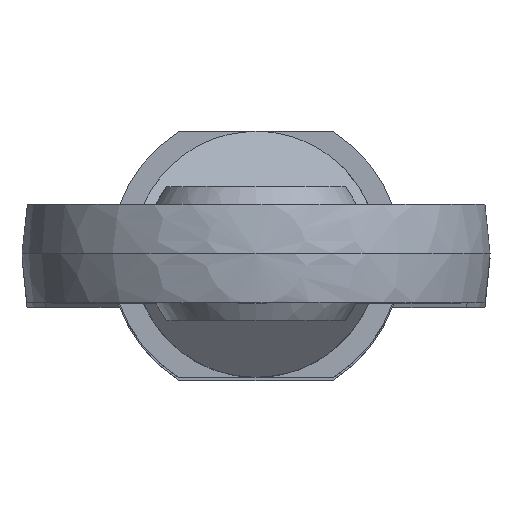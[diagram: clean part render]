
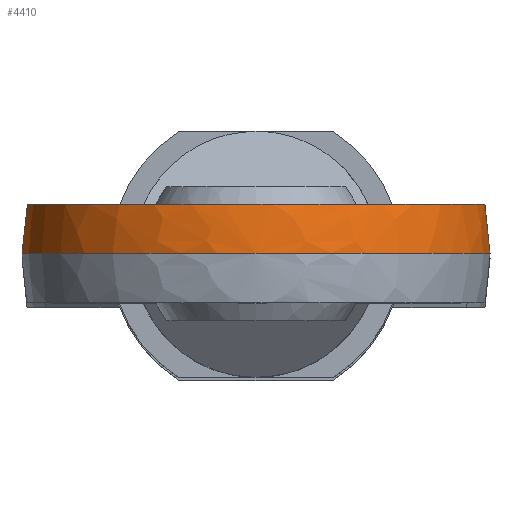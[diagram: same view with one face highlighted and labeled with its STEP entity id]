
A CAD part, top view. The second image highlights one B-rep face of the part: STEP entity #4410.
In plain terms, the highlighted spherical face has radius 10.5 mm.
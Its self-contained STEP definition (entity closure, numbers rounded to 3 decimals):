
#1973=CARTESIAN_POINT('',(0.,0.,0.));
#1974=DIRECTION('',(0.,-1.,0.));
#1975=DIRECTION('',(0.921,0.,-0.391));
#1976=AXIS2_PLACEMENT_3D('',#1973,#1974,#1975);
#1981=CARTESIAN_POINT('',(0.,0.,0.));
#1982=DIRECTION('',(0.,-1.,0.));
#1983=DIRECTION('',(0.,0.,1.));
#1984=AXIS2_PLACEMENT_3D('',#1981,#1982,#1983);
#1989=CARTESIAN_POINT('',(0.,0.,-4.103));
#1990=DIRECTION('',(0.,0.,-1.));
#1991=DIRECTION('',(-1.,0.,0.));
#1992=AXIS2_PLACEMENT_3D('',#1989,#1990,#1991);
#1997=CARTESIAN_POINT('',(0.,2.2,0.));
#1998=DIRECTION('',(0.,1.,0.));
#1999=DIRECTION('',(-0.917,0.,-0.4));
#2000=AXIS2_PLACEMENT_3D('',#1997,#1998,#1999);
#2005=CARTESIAN_POINT('',(0.,2.2,0.));
#2006=DIRECTION('',(0.,1.,0.));
#2007=DIRECTION('',(-0.917,0.,0.4));
#2008=AXIS2_PLACEMENT_3D('',#2005,#2006,#2007);
#2013=CARTESIAN_POINT('',(0.,0.,-4.103));
#2014=DIRECTION('',(0.,0.,-1.));
#2015=DIRECTION('',(0.974,0.228,0.));
#2016=AXIS2_PLACEMENT_3D('',#2013,#2014,#2015);
#2274=CARTESIAN_POINT('',(-9.665,0.,-4.103));
#2275=CARTESIAN_POINT('',(-9.412,2.2,-4.103));
#2276=VERTEX_POINT('',#2274);
#2277=VERTEX_POINT('',#2275);
#2281=CARTESIAN_POINT('',(9.665,0.,-4.103));
#2282=CARTESIAN_POINT('',(0.,0.,10.5));
#2283=VERTEX_POINT('',#2281);
#2284=VERTEX_POINT('',#2282);
#2285=CARTESIAN_POINT('',(-9.412,2.2,4.103));
#2286=CARTESIAN_POINT('',(9.412,2.2,-4.103));
#2287=VERTEX_POINT('',#2285);
#2288=VERTEX_POINT('',#2286);
#4392=CARTESIAN_POINT('',(0.,0.,0.));
#4393=DIRECTION('',(0.,0.,1.));
#4394=DIRECTION('',(1.,0.,0.));
#4395=AXIS2_PLACEMENT_3D('',#4392,#4393,#4394);
#4396=SPHERICAL_SURFACE('',#4395,10.5);
#4398=ORIENTED_EDGE('',*,*,#4397,.T.);
#4400=ORIENTED_EDGE('',*,*,#4399,.T.);
#4401=ORIENTED_EDGE('',*,*,#4376,.T.);
#4403=ORIENTED_EDGE('',*,*,#4402,.T.);
#4405=ORIENTED_EDGE('',*,*,#4404,.T.);
#4407=ORIENTED_EDGE('',*,*,#4406,.T.);
#4408=EDGE_LOOP('',(#4398,#4400,#4401,#4403,#4405,#4407));
#4409=FACE_OUTER_BOUND('',#4408,.F.);
#4410=ADVANCED_FACE('',(#4409),#4396,.T.);
#1977=CIRCLE('',#1976,10.5);
#1985=CIRCLE('',#1984,10.5);
#1993=CIRCLE('',#1992,9.665);
#2001=CIRCLE('',#2000,10.267);
#2009=CIRCLE('',#2008,10.267);
#2017=CIRCLE('',#2016,9.665);
#4376=EDGE_CURVE('',#2276,#2277,#1993,.T.);
#4397=EDGE_CURVE('',#2283,#2284,#1977,.T.);
#4399=EDGE_CURVE('',#2284,#2276,#1985,.T.);
#4402=EDGE_CURVE('',#2277,#2287,#2001,.T.);
#4404=EDGE_CURVE('',#2287,#2288,#2009,.T.);
#4406=EDGE_CURVE('',#2288,#2283,#2017,.T.);
